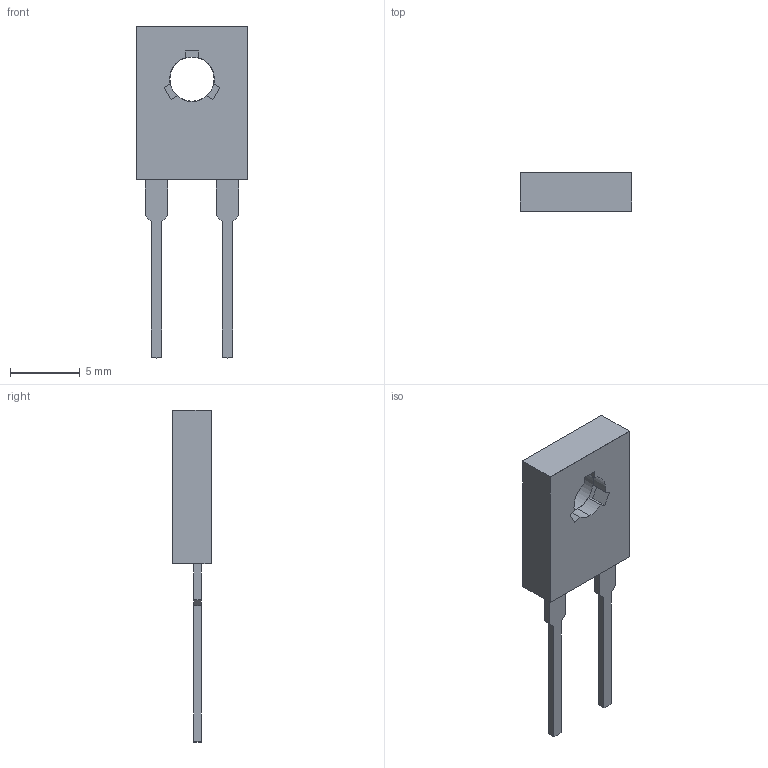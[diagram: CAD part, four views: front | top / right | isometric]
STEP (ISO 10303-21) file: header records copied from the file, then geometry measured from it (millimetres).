
FILE_DESCRIPTION(('FreeCAD Model'),'2;1');
FILE_NAME('Open CASCADE Shape Model','2024-05-08T19:00:29',( 'kicad StepUp'),('ksu MCAD'),'Open CASCADE STEP processor 7.7', 'FreeCAD','Unknown');
FILE_SCHEMA(('AUTOMOTIVE_DESIGN { 1 0 10303 214 1 1 1 1 }'));
Length unit declared in the file: millimetre
Products named in the file (1): TO-126-2_Vertical
Bounding box: 8 x 2.79 x 23.75 mm (x, y, z)
Volume: 233.7 mm3; surface area: 372.1 mm2
Topology: 1 solids, 1 shells, 56 faces, 150 edges, 100 vertices
Faces by surface type: plane 45, cylinder 11
Full cylindrical faces by diameter (mm): 3.16 x1, 3.2 x1, 4 x1
Entity records: 1264 total; most frequent: ORIENTED_EDGE 231, CARTESIAN_POINT 156, EDGE_CURVE 150, LINE 123, VERTEX_POINT 100, DIRECTION 97, AXIS2_PLACEMENT_3D 66, FACE_BOUND 62
